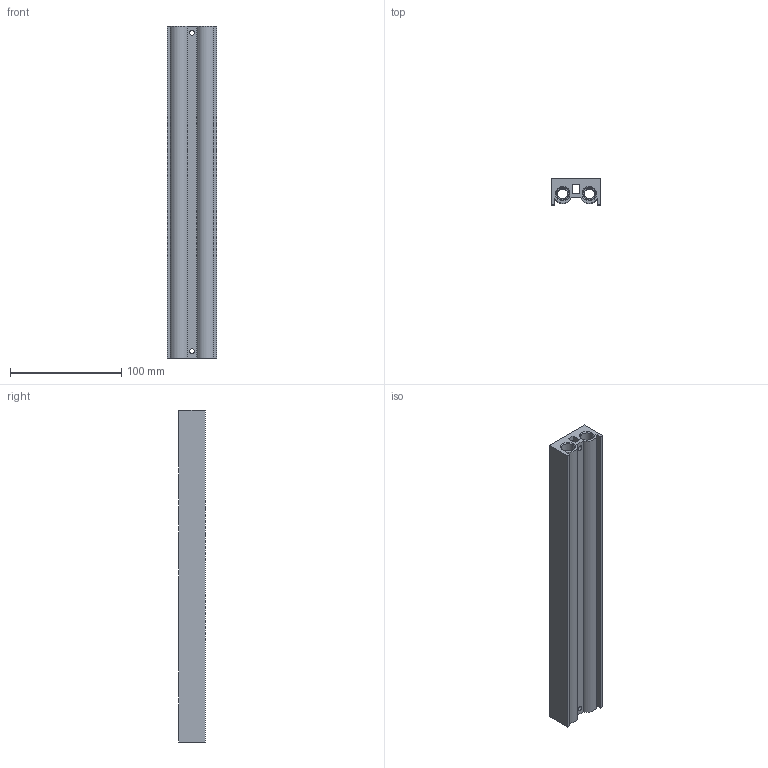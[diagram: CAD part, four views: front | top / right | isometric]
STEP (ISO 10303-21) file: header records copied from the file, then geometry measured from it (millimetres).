
FILE_DESCRIPTION (( 'STEP AP214' ), '1' );
FILE_NAME ('EMC-V32-12.STEP', '2020-04-02T08:35:49', ( '' ), ( '' ), 'SwSTEP 2.0', 'SolidWorks 2020', '' );
FILE_SCHEMA (( 'AUTOMOTIVE_DESIGN' ));
Length unit declared in the file: millimetre
Products named in the file (1): EMC-V32-12
Bounding box: 45 x 23.5 x 299 mm (x, y, z)
Volume: 198459.6 mm3; surface area: 80634.4 mm2
Topology: 1 solids, 1 shells, 264 faces, 646 edges, 412 vertices
Faces by surface type: cylinder 118, plane 90, cone 56
Entity records: 9568 total; most frequent: CARTESIAN_POINT 3111, DIRECTION 1372, ORIENTED_EDGE 1292, EDGE_CURVE 646, AXIS2_PLACEMENT_3D 557, VERTEX_POINT 412, EDGE_LOOP 354, CIRCLE 292
